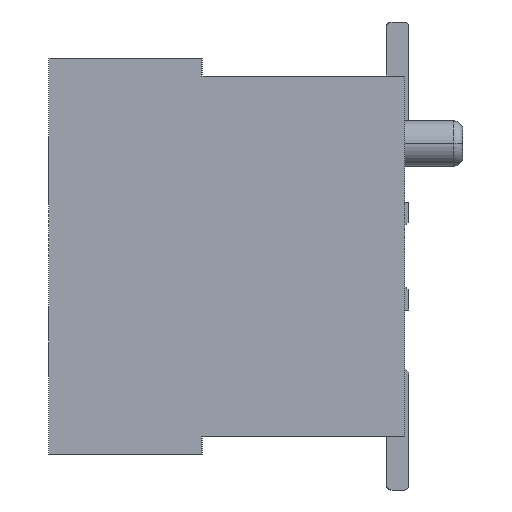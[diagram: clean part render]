
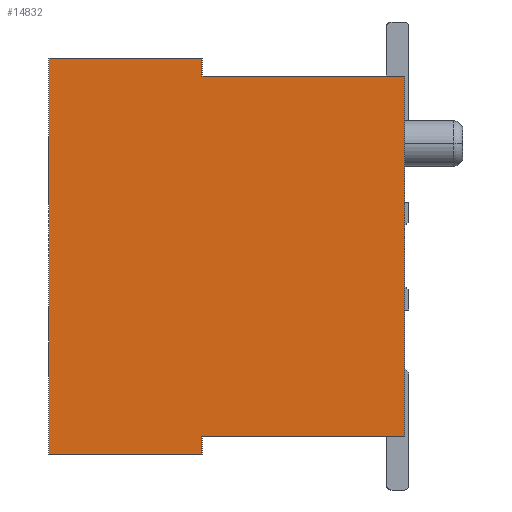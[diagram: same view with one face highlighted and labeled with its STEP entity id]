
A CAD part, left-side view. The second image highlights one B-rep face of the part: STEP entity #14832.
In plain terms, the highlighted planar face has unit normal (-1, 0, 0).
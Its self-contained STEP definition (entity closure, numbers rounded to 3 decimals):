
#33=DIRECTION('',(0.,0.,1.));
#34=VECTOR('',#33,4.);
#35=CARTESIAN_POINT('',(-7.6,0.,-2.));
#36=LINE('',#35,#34);
#2345=DIRECTION('',(0.,0.,1.));
#2346=VECTOR('',#2345,0.2);
#2347=CARTESIAN_POINT('',(-7.6,2.25,-2.2));
#2348=LINE('',#2347,#2346);
#2349=DIRECTION('',(0.,1.,0.));
#2350=VECTOR('',#2349,1.7);
#2351=CARTESIAN_POINT('',(-7.6,2.25,-2.2));
#2352=LINE('',#2351,#2350);
#2353=DIRECTION('',(0.,0.,1.));
#2354=VECTOR('',#2353,0.2);
#2355=CARTESIAN_POINT('',(-7.6,2.25,2.));
#2356=LINE('',#2355,#2354);
#2357=DIRECTION('',(0.,1.,0.));
#2358=VECTOR('',#2357,2.25);
#2359=CARTESIAN_POINT('',(-7.6,0.,2.));
#2360=LINE('',#2359,#2358);
#2361=DIRECTION('',(0.,1.,0.));
#2362=VECTOR('',#2361,2.25);
#2363=CARTESIAN_POINT('',(-7.6,0.,-2.));
#2364=LINE('',#2363,#2362);
#2373=DIRECTION('',(0.,0.,1.));
#2374=VECTOR('',#2373,4.4);
#2375=CARTESIAN_POINT('',(-7.6,3.95,-2.2));
#2376=LINE('',#2375,#2374);
#2425=DIRECTION('',(0.,1.,0.));
#2426=VECTOR('',#2425,1.7);
#2427=CARTESIAN_POINT('',(-7.6,2.25,2.2));
#2428=LINE('',#2427,#2426);
#8537=CARTESIAN_POINT('',(-7.6,3.95,-2.2));
#8538=CARTESIAN_POINT('',(-7.6,3.95,2.2));
#8539=VERTEX_POINT('',#8537);
#8540=VERTEX_POINT('',#8538);
#8961=CARTESIAN_POINT('',(-7.6,0.,2.));
#8963=VERTEX_POINT('',#8961);
#8969=CARTESIAN_POINT('',(-7.6,0.,-2.));
#8971=VERTEX_POINT('',#8969);
#8977=CARTESIAN_POINT('',(-7.6,2.25,-2.2));
#8978=CARTESIAN_POINT('',(-7.6,2.25,-2.));
#8979=VERTEX_POINT('',#8977);
#8980=VERTEX_POINT('',#8978);
#8981=CARTESIAN_POINT('',(-7.6,2.25,2.));
#8982=CARTESIAN_POINT('',(-7.6,2.25,2.2));
#8983=VERTEX_POINT('',#8981);
#8984=VERTEX_POINT('',#8982);
#14814=CARTESIAN_POINT('',(-7.6,0.,-2.2));
#14815=DIRECTION('',(-1.,0.,0.));
#14816=DIRECTION('',(0.,0.,1.));
#14817=AXIS2_PLACEMENT_3D('',#14814,#14815,#14816);
#14818=PLANE('',#14817);
#14819=ORIENTED_EDGE('',*,*,#14791,.F.);
#14821=ORIENTED_EDGE('',*,*,#14820,.T.);
#14823=ORIENTED_EDGE('',*,*,#14822,.T.);
#14825=ORIENTED_EDGE('',*,*,#14824,.F.);
#14826=ORIENTED_EDGE('',*,*,#14805,.F.);
#14827=ORIENTED_EDGE('',*,*,#11525,.F.);
#14828=ORIENTED_EDGE('',*,*,#11252,.F.);
#14829=ORIENTED_EDGE('',*,*,#14674,.T.);
#14830=EDGE_LOOP('',(#14819,#14821,#14823,#14825,#14826,#14827,#14828,#14829));
#14831=FACE_OUTER_BOUND('',#14830,.F.);
#11252=EDGE_CURVE('',#8971,#8963,#36,.T.);
#11525=EDGE_CURVE('',#8963,#8983,#2360,.T.);
#14674=EDGE_CURVE('',#8971,#8980,#2364,.T.);
#14791=EDGE_CURVE('',#8979,#8980,#2348,.T.);
#14805=EDGE_CURVE('',#8983,#8984,#2356,.T.);
#14820=EDGE_CURVE('',#8979,#8539,#2352,.T.);
#14822=EDGE_CURVE('',#8539,#8540,#2376,.T.);
#14824=EDGE_CURVE('',#8984,#8540,#2428,.T.);
#14832=ADVANCED_FACE('',(#14831),#14818,.T.);
